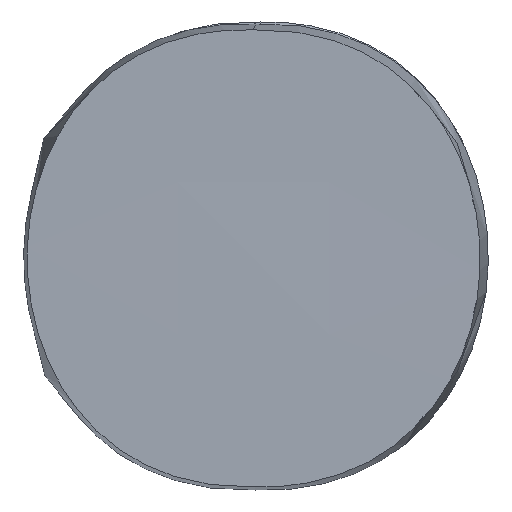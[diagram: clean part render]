
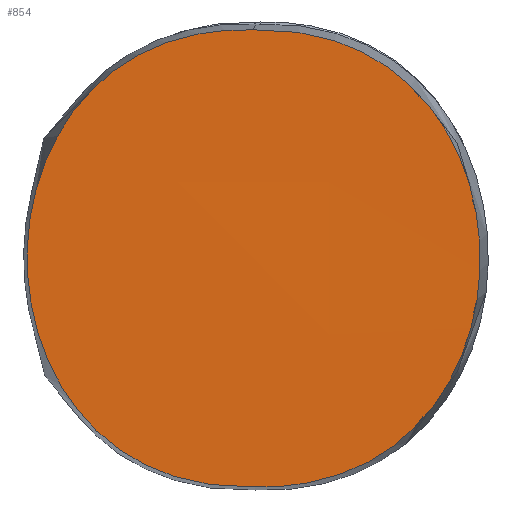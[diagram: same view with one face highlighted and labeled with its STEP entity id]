
A CAD part, left-side view. The second image highlights one B-rep face of the part: STEP entity #854.
In plain terms, the highlighted free-form (B-spline) face has degree [3, 3] with [4, 4] control points.
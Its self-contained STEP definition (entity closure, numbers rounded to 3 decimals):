
#33 = B_SPLINE_SURFACE_WITH_KNOTS('',3,3,(
    (#34,#35,#36,#37)
    ,(#38,#39,#40,#41)
    ,(#42,#43,#44,#45)
    ,(#46,#47,#48,#49
    )),.UNSPECIFIED.,.F.,.F.,.F.,(4,4),(4,4),(0.,1.),(0.,1.),
  .PIECEWISE_BEZIER_KNOTS.);
#34 = CARTESIAN_POINT('',(-1.001,-0.003,
    -0.174));
#35 = CARTESIAN_POINT('',(-0.954,-0.004,
    -0.172));
#36 = CARTESIAN_POINT('',(-0.909,-0.003,
    -0.174));
#37 = CARTESIAN_POINT('',(-0.864,-0.003,
    -0.175));
#38 = CARTESIAN_POINT('',(-0.998,0.228,-0.179
    ));
#39 = CARTESIAN_POINT('',(-0.956,0.228,-0.184
    ));
#40 = CARTESIAN_POINT('',(-0.911,0.227,-0.178
    ));
#41 = CARTESIAN_POINT('',(-0.864,0.228,-0.181)
  );
#42 = CARTESIAN_POINT('',(-0.999,0.23,0.184)
  );
#43 = CARTESIAN_POINT('',(-0.953,0.231,0.188)
  );
#44 = CARTESIAN_POINT('',(-0.908,0.231,0.182)
  );
#45 = CARTESIAN_POINT('',(-0.865,0.232,0.184)
  );
#46 = CARTESIAN_POINT('',(-0.998,-0.001,
    0.179));
#47 = CARTESIAN_POINT('',(-0.953,-0.001,
    0.178));
#48 = CARTESIAN_POINT('',(-0.908,-0.001,
    0.179));
#49 = CARTESIAN_POINT('',(-0.864,-0.001,
    0.178));
#80 = VERTEX_POINT('',#81);
#81 = CARTESIAN_POINT('',(-0.998,0.001,
    0.167));
#96 = B_SPLINE_SURFACE_WITH_KNOTS('',3,3,(
    (#97,#98,#99,#100)
    ,(#101,#102,#103,#104)
    ,(#105,#106,#107,#108)
    ,(#109,#110,#111,#112
    )),.UNSPECIFIED.,.F.,.F.,.F.,(4,4),(4,4),(0.,1.),(0.,1.),
  .PIECEWISE_BEZIER_KNOTS.);
#97 = CARTESIAN_POINT('',(-0.997,0.,
    0.171));
#98 = CARTESIAN_POINT('',(-0.955,0.,
    0.169));
#99 = CARTESIAN_POINT('',(-0.909,0.,
    0.172));
#100 = CARTESIAN_POINT('',(-0.866,0.,
    0.172));
#101 = CARTESIAN_POINT('',(-1.002,-0.218,
    0.174));
#102 = CARTESIAN_POINT('',(-0.954,-0.22,
    0.178));
#103 = CARTESIAN_POINT('',(-0.912,-0.218,
    0.174));
#104 = CARTESIAN_POINT('',(-0.867,-0.219,
    0.176));
#105 = CARTESIAN_POINT('',(-0.999,-0.218,
    -0.17));
#106 = CARTESIAN_POINT('',(-0.955,-0.22,
    -0.171));
#107 = CARTESIAN_POINT('',(-0.909,-0.22,
    -0.169));
#108 = CARTESIAN_POINT('',(-0.865,-0.22,
    -0.17));
#109 = CARTESIAN_POINT('',(-0.998,-0.002,
    -0.166));
#110 = CARTESIAN_POINT('',(-0.953,0.,
    -0.165));
#111 = CARTESIAN_POINT('',(-0.91,0.,
    -0.166));
#112 = CARTESIAN_POINT('',(-0.865,0.001,
    -0.166));
#121 = EDGE_CURVE('',#122,#80,#124,.T.);
#122 = VERTEX_POINT('',#123);
#123 = CARTESIAN_POINT('',(-0.999,0.,
    -0.163));
#124 = SURFACE_CURVE('',#125,(#130,#140),.PCURVE_S1.);
#125 = B_SPLINE_CURVE_WITH_KNOTS('',3,(#126,#127,#128,#129),
  .UNSPECIFIED.,.F.,.F.,(4,4),(0.,1.),.PIECEWISE_BEZIER_KNOTS.);
#126 = CARTESIAN_POINT('',(-0.999,0.,
    -0.163));
#127 = CARTESIAN_POINT('',(-0.998,0.219,
    -0.17));
#128 = CARTESIAN_POINT('',(-0.998,0.22,0.173
    ));
#129 = CARTESIAN_POINT('',(-0.998,0.001,
    0.167));
#130 = PCURVE('',#33,#131);
#131 = DEFINITIONAL_REPRESENTATION('',(#132),#139);
#132 = B_SPLINE_CURVE_WITH_KNOTS('',5,(#133,#134,#135,#136,#137,#138),
  .UNSPECIFIED.,.F.,.F.,(6,6),(0.,1.),.PIECEWISE_BEZIER_KNOTS.);
#133 = CARTESIAN_POINT('',(0.005,0.019));
#134 = CARTESIAN_POINT('',(0.196,0.015));
#135 = CARTESIAN_POINT('',(0.433,0.01));
#136 = CARTESIAN_POINT('',(0.56,0.008));
#137 = CARTESIAN_POINT('',(0.807,0.003));
#138 = CARTESIAN_POINT('',(0.996,-0.001));
#139 = ( GEOMETRIC_REPRESENTATION_CONTEXT(2) 
PARAMETRIC_REPRESENTATION_CONTEXT() REPRESENTATION_CONTEXT('2D SPACE',''
  ) );
#140 = PCURVE('',#141,#158);
#141 = B_SPLINE_SURFACE_WITH_KNOTS('',3,3,(
    (#142,#143,#144,#145)
    ,(#146,#147,#148,#149)
    ,(#150,#151,#152,#153)
    ,(#154,#155,#156,#157
    )),.UNSPECIFIED.,.F.,.F.,.F.,(4,4),(4,4),(0.,1.),(0.,1.),
  .PIECEWISE_BEZIER_KNOTS.);
#142 = CARTESIAN_POINT('',(-1.,-0.17,
    -0.165));
#143 = CARTESIAN_POINT('',(-0.998,-0.059,
    -0.165));
#144 = CARTESIAN_POINT('',(-0.999,0.053,
    -0.164));
#145 = CARTESIAN_POINT('',(-0.999,0.165,
    -0.165));
#146 = CARTESIAN_POINT('',(-0.998,-0.17,
    -0.055));
#147 = CARTESIAN_POINT('',(-1.002,-0.057,
    -0.051));
#148 = CARTESIAN_POINT('',(-0.997,0.053,
    -0.053));
#149 = CARTESIAN_POINT('',(-0.998,0.165,
    -0.054));
#150 = CARTESIAN_POINT('',(-0.999,-0.171,
    0.06));
#151 = CARTESIAN_POINT('',(-0.996,-0.06,
    0.058));
#152 = CARTESIAN_POINT('',(-0.999,0.055,
    0.059));
#153 = CARTESIAN_POINT('',(-0.998,0.165,
    0.059));
#154 = CARTESIAN_POINT('',(-0.998,-0.17,0.17
    ));
#155 = CARTESIAN_POINT('',(-0.999,-0.058,
    0.171));
#156 = CARTESIAN_POINT('',(-0.997,0.054,
    0.172));
#157 = CARTESIAN_POINT('',(-0.999,0.166,0.171)
  );
#158 = DEFINITIONAL_REPRESENTATION('',(#159),#166);
#159 = B_SPLINE_CURVE_WITH_KNOTS('',5,(#160,#161,#162,#163,#164,#165),
  .UNSPECIFIED.,.F.,.F.,(6,6),(0.,1.),.PIECEWISE_BEZIER_KNOTS.);
#160 = CARTESIAN_POINT('',(0.004,0.511));
#161 = CARTESIAN_POINT('',(-0.007,0.902));
#162 = CARTESIAN_POINT('',(0.298,1.096));
#163 = CARTESIAN_POINT('',(0.699,1.098));
#164 = CARTESIAN_POINT('',(0.997,0.899));
#165 = CARTESIAN_POINT('',(0.987,0.509));
#166 = ( GEOMETRIC_REPRESENTATION_CONTEXT(2) 
PARAMETRIC_REPRESENTATION_CONTEXT() REPRESENTATION_CONTEXT('2D SPACE',''
  ) );
#789 = EDGE_CURVE('',#80,#122,#790,.T.);
#790 = SURFACE_CURVE('',#791,(#796,#806),.PCURVE_S1.);
#791 = B_SPLINE_CURVE_WITH_KNOTS('',3,(#792,#793,#794,#795),
  .UNSPECIFIED.,.F.,.F.,(4,4),(0.,1.),.PIECEWISE_BEZIER_KNOTS.);
#792 = CARTESIAN_POINT('',(-0.998,0.001,
    0.167));
#793 = CARTESIAN_POINT('',(-0.998,-0.216,
    0.172));
#794 = CARTESIAN_POINT('',(-1.,-0.218,
    -0.169));
#795 = CARTESIAN_POINT('',(-0.999,0.,
    -0.163));
#796 = PCURVE('',#96,#797);
#797 = DEFINITIONAL_REPRESENTATION('',(#798),#805);
#798 = B_SPLINE_CURVE_WITH_KNOTS('',5,(#799,#800,#801,#802,#803,#804),
  .UNSPECIFIED.,.F.,.F.,(6,6),(0.,1.),.PIECEWISE_BEZIER_KNOTS.);
#799 = CARTESIAN_POINT('',(-0.002,-0.007));
#800 = CARTESIAN_POINT('',(0.197,-0.007));
#801 = CARTESIAN_POINT('',(0.418,-0.007));
#802 = CARTESIAN_POINT('',(0.583,-0.007));
#803 = CARTESIAN_POINT('',(0.803,-0.007));
#804 = CARTESIAN_POINT('',(1.003,-0.007));
#805 = ( GEOMETRIC_REPRESENTATION_CONTEXT(2) 
PARAMETRIC_REPRESENTATION_CONTEXT() REPRESENTATION_CONTEXT('2D SPACE',''
  ) );
#806 = PCURVE('',#141,#807);
#807 = DEFINITIONAL_REPRESENTATION('',(#808),#815);
#808 = B_SPLINE_CURVE_WITH_KNOTS('',5,(#809,#810,#811,#812,#813,#814),
  .UNSPECIFIED.,.F.,.F.,(6,6),(0.,1.),.PIECEWISE_BEZIER_KNOTS.);
#809 = CARTESIAN_POINT('',(0.987,0.509));
#810 = CARTESIAN_POINT('',(0.998,0.121));
#811 = CARTESIAN_POINT('',(0.698,-0.069));
#812 = CARTESIAN_POINT('',(0.298,-0.081));
#813 = CARTESIAN_POINT('',(-0.004,0.121));
#814 = CARTESIAN_POINT('',(0.004,0.511));
#815 = ( GEOMETRIC_REPRESENTATION_CONTEXT(2) 
PARAMETRIC_REPRESENTATION_CONTEXT() REPRESENTATION_CONTEXT('2D SPACE',''
  ) );
#854 = ADVANCED_FACE('',(#855),#141,.T.);
#855 = FACE_BOUND('',#856,.F.);
#856 = EDGE_LOOP('',(#857,#858));
#857 = ORIENTED_EDGE('',*,*,#789,.T.);
#858 = ORIENTED_EDGE('',*,*,#121,.T.);
